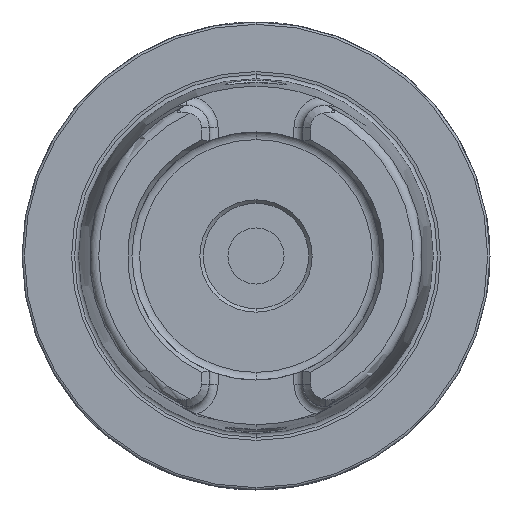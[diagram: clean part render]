
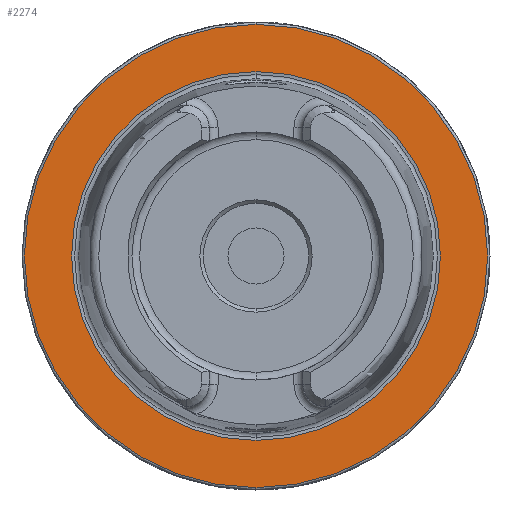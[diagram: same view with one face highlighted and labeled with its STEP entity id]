
A CAD part, left-side view. The second image highlights one B-rep face of the part: STEP entity #2274.
In plain terms, the highlighted planar face has unit normal (-1, 0, 0).
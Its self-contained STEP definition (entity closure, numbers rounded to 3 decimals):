
#568 = ORIENTED_EDGE ( 'NONE', *, *, #7132, .T. ) ;
#569 = ORIENTED_EDGE ( 'NONE', *, *, #2351, .T. ) ;
#570 = ORIENTED_EDGE ( 'NONE', *, *, #6041, .F. ) ;
#571 = ORIENTED_EDGE ( 'NONE', *, *, #7133, .F. ) ;
#2274 = ADVANCED_FACE ( 'NONE', ( #4521, #4523 ), #4524, .F. ) ;
#2351 = EDGE_CURVE ( 'NONE', #9433, #9640, #8505, .T. ) ;
#3644 = CIRCLE ( 'NONE', #3647, 49.5 ) ;
#3646 = CIRCLE ( 'NONE', #3649, 39.405 ) ;
#3647 = AXIS2_PLACEMENT_3D ( 'NONE', #12133, #12134, #12135 ) ;
#3649 = AXIS2_PLACEMENT_3D ( 'NONE', #12136, #12137, #12138 ) ;
#4510 = DIRECTION ( 'NONE',  ( 1., 0., 0. ) ) ;
#4520 = CARTESIAN_POINT ( 'NONE',  ( 0., 49.5, 0. ) ) ;
#4521 = FACE_BOUND ( 'NONE', #9242, .T. ) ;
#4523 = FACE_OUTER_BOUND ( 'NONE', #9257, .T. ) ;
#4524 = PLANE ( 'NONE',  #6291 ) ;
#4526 = DIRECTION ( 'NONE',  ( 0., 0., -1. ) ) ;
#6041 = EDGE_CURVE ( 'NONE', #9600, #9561, #7855, .T. ) ;
#6291 = AXIS2_PLACEMENT_3D ( 'NONE', #4520, #4510, #4526 ) ;
#7132 = EDGE_CURVE ( 'NONE', #9640, #9433, #3644, .T. ) ;
#7133 = EDGE_CURVE ( 'NONE', #9561, #9600, #3646, .T. ) ;
#7855 = CIRCLE ( 'NONE', #7861, 39.405 ) ;
#7861 = AXIS2_PLACEMENT_3D ( 'NONE', #12091, #12092, #12093 ) ;
#8504 = AXIS2_PLACEMENT_3D ( 'NONE', #10693, #10694, #10695 ) ;
#8505 = CIRCLE ( 'NONE', #8504, 49.5 ) ;
#9242 = EDGE_LOOP ( 'NONE', ( #571, #570 ) ) ;
#9257 = EDGE_LOOP ( 'NONE', ( #569, #568 ) ) ;
#9433 = VERTEX_POINT ( 'NONE', #12368 ) ;
#9561 = VERTEX_POINT ( 'NONE', #12722 ) ;
#9600 = VERTEX_POINT ( 'NONE', #12761 ) ;
#9640 = VERTEX_POINT ( 'NONE', #12801 ) ;
#10693 = CARTESIAN_POINT ( 'NONE',  ( 0., 0., 0. ) ) ;
#10694 = DIRECTION ( 'NONE',  ( -1., 0., 0. ) ) ;
#10695 = DIRECTION ( 'NONE',  ( 0., 0., 1. ) ) ;
#12091 = CARTESIAN_POINT ( 'NONE',  ( 0., 0., 0. ) ) ;
#12092 = DIRECTION ( 'NONE',  ( -1., 0., 0. ) ) ;
#12093 = DIRECTION ( 'NONE',  ( 0., 0., 1. ) ) ;
#12133 = CARTESIAN_POINT ( 'NONE',  ( 0., 0., 0. ) ) ;
#12134 = DIRECTION ( 'NONE',  ( -1., 0., 0. ) ) ;
#12135 = DIRECTION ( 'NONE',  ( 0., 0., 1. ) ) ;
#12136 = CARTESIAN_POINT ( 'NONE',  ( 0., 0., 0. ) ) ;
#12137 = DIRECTION ( 'NONE',  ( -1., 0., 0. ) ) ;
#12138 = DIRECTION ( 'NONE',  ( 0., 0., 1. ) ) ;
#12368 = CARTESIAN_POINT ( 'NONE',  ( 0., 0., 49.5 ) ) ;
#12722 = CARTESIAN_POINT ( 'NONE',  ( 0., 0., 39.405 ) ) ;
#12761 = CARTESIAN_POINT ( 'NONE',  ( 0., 0., -39.405 ) ) ;
#12801 = CARTESIAN_POINT ( 'NONE',  ( 0., 0., -49.5 ) ) ;
